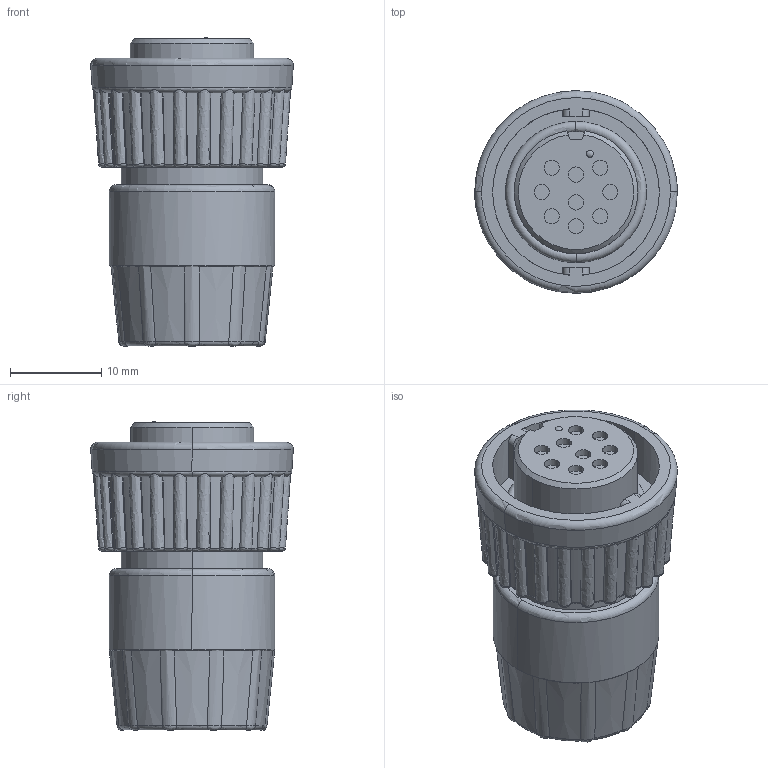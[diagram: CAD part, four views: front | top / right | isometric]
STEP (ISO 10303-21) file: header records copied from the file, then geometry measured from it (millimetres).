
FILE_DESCRIPTION (( 'STEP AP203' ), '1' );
FILE_NAME ('3280-9SG-330.STEP', '2013-08-09T19:02:37', ( 'J0FPBF1' ), ( '' ), 'SwSTEP 2.0', 'SolidWorks 2012', '' );
FILE_SCHEMA (( 'CONFIG_CONTROL_DESIGN' ));
Length unit declared in the file: inch
Products named in the file (1): 3280-9SG-330
Bounding box: 22.22 x 22.22 x 33.88 mm (x, y, z)
Volume: 7991.9 mm3; surface area: 3650.7 mm2
Topology: 1 solids, 1 shells, 290 faces, 775 edges, 504 vertices
Faces by surface type: bspline 107, plane 62, torus 41, cylinder 40, cone 39, sphere 1
Entity records: 14403 total; most frequent: CARTESIAN_POINT 8368, ORIENTED_EDGE 1550, DIRECTION 887, EDGE_CURVE 775, VERTEX_POINT 504, AXIS2_PLACEMENT_3D 396, B_SPLINE_CURVE_WITH_KNOTS 351, EDGE_LOOP 307
